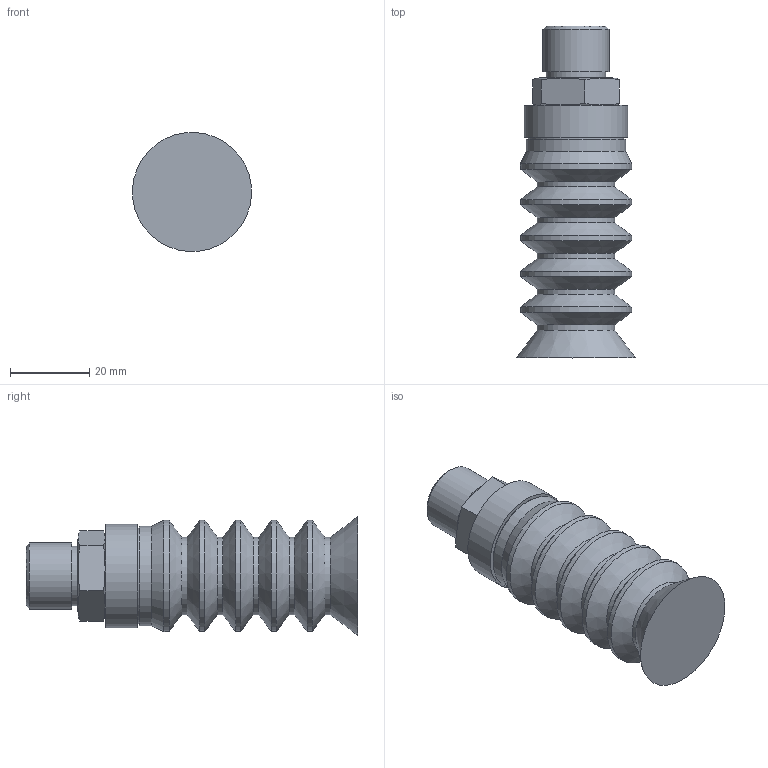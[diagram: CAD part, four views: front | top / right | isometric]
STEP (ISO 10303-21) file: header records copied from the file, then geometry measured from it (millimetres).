
FILE_DESCRIPTION(/* description */ (''),/* implementation_level */ '2;1');
FILE_NAME(/* name */ 'vf30-5nit+rac17r3-8m.stp',/* time_stamp */ '2020-07-21T15:32:32+02:00',/* author */ ('enginyeria'),/* organization */ (''),/* preprocessor_version */ 'ST-DEVELOPER v17',/* originating_system */ 'Autodesk Inventor 2019',/* authorisation */ '');
FILE_SCHEMA (('CONFIG_CONTROL_DESIGN'));
Length unit declared in the file: millimetre
Products named in the file (1): 3D_vf30-5+rac17r1-4h
Bounding box: 29.95 x 83.5 x 29.95 mm (x, y, z)
Volume: 34118.1 mm3; surface area: 9726.3 mm2
Topology: 1 solids, 1 shells, 45 faces, 121 edges, 84 vertices
Faces by surface type: cylinder 16, plane 14, cone 13, bspline 2
Full cylindrical faces by diameter (mm): 8 x1, 14.95 x1, 16.67 x1, 19.5 x5, 24 x1, 25 x1, 26 x1, 28 x5
Entity records: 1767 total; most frequent: CARTESIAN_POINT 483, DIRECTION 271, ORIENTED_EDGE 242, EDGE_CURVE 121, AXIS2_PLACEMENT_3D 118, VERTEX_POINT 84, CIRCLE 74, EDGE_LOOP 51
